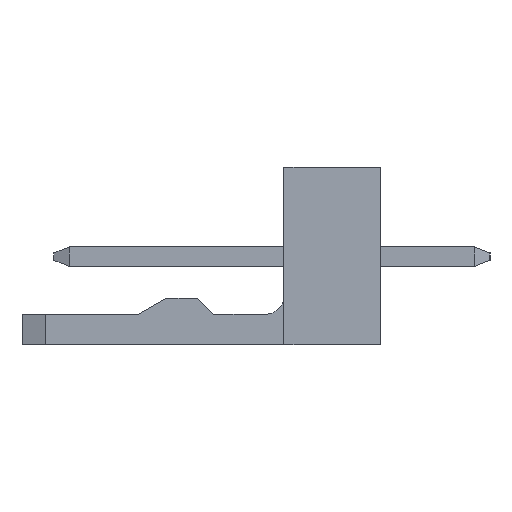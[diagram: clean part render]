
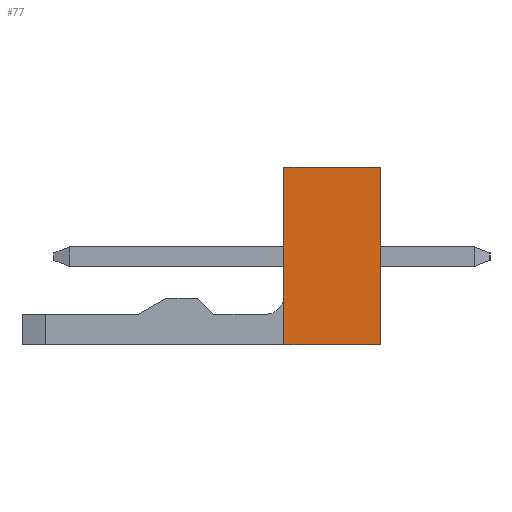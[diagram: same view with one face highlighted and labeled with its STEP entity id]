
A CAD part, left-side view. The second image highlights one B-rep face of the part: STEP entity #77.
In plain terms, the highlighted planar face has unit normal (-1, 0, 0).
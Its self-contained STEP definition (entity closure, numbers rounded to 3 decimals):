
#77=ADVANCED_FACE('',(#516),#517,.F.);
#516=FACE_OUTER_BOUND('',#1414,.T.);
#517=PLANE('',#1415);
#1414=EDGE_LOOP('',(#2312,#2313,#2314,#2315));
#1415=AXIS2_PLACEMENT_3D('',#2316,#2317,#2318);
#2312=ORIENTED_EDGE('',*,*,#5714,.F.);
#2313=ORIENTED_EDGE('',*,*,#5715,.F.);
#2314=ORIENTED_EDGE('',*,*,#5716,.F.);
#2315=ORIENTED_EDGE('',*,*,#5717,.F.);
#2316=CARTESIAN_POINT('',(-15.24,0.0,0.0));
#2317=DIRECTION('',(1.0,0.0,0.0));
#2318=DIRECTION('',(0.0,1.0,0.0));
#5714=EDGE_CURVE('',#6854,#6855,#6856,.T.);
#5715=EDGE_CURVE('',#6857,#6854,#6858,.T.);
#5716=EDGE_CURVE('',#6859,#6857,#6860,.T.);
#5717=EDGE_CURVE('',#6855,#6859,#6861,.T.);
#6854=VERTEX_POINT('',#8602);
#6855=VERTEX_POINT('',#8603);
#6856=LINE('',#8604,#8605);
#6857=VERTEX_POINT('',#8606);
#6858=LINE('',#8607,#8608);
#6859=VERTEX_POINT('',#8609);
#6860=LINE('',#8610,#8611);
#6861=LINE('',#8612,#8613);
#8602=CARTESIAN_POINT('',(-15.24,1.58,-2.9));
#8603=CARTESIAN_POINT('',(-15.24,1.58,2.9));
#8604=CARTESIAN_POINT('',(-15.24,1.58,-2.9));
#8605=VECTOR('',#11414,5.8);
#8606=CARTESIAN_POINT('',(-15.24,-1.58,-2.9));
#8607=CARTESIAN_POINT('',(-15.24,-1.58,-2.9));
#8608=VECTOR('',#11415,3.16);
#8609=CARTESIAN_POINT('',(-15.24,-1.58,2.9));
#8610=CARTESIAN_POINT('',(-15.24,-1.58,2.9));
#8611=VECTOR('',#11416,5.8);
#8612=CARTESIAN_POINT('',(-15.24,1.58,2.9));
#8613=VECTOR('',#11417,3.16);
#11414=DIRECTION('',(0.0,0.0,1.0));
#11415=DIRECTION('',(0.0,1.0,0.0));
#11416=DIRECTION('',(0.0,0.0,-1.0));
#11417=DIRECTION('',(0.0,-1.0,0.0));
